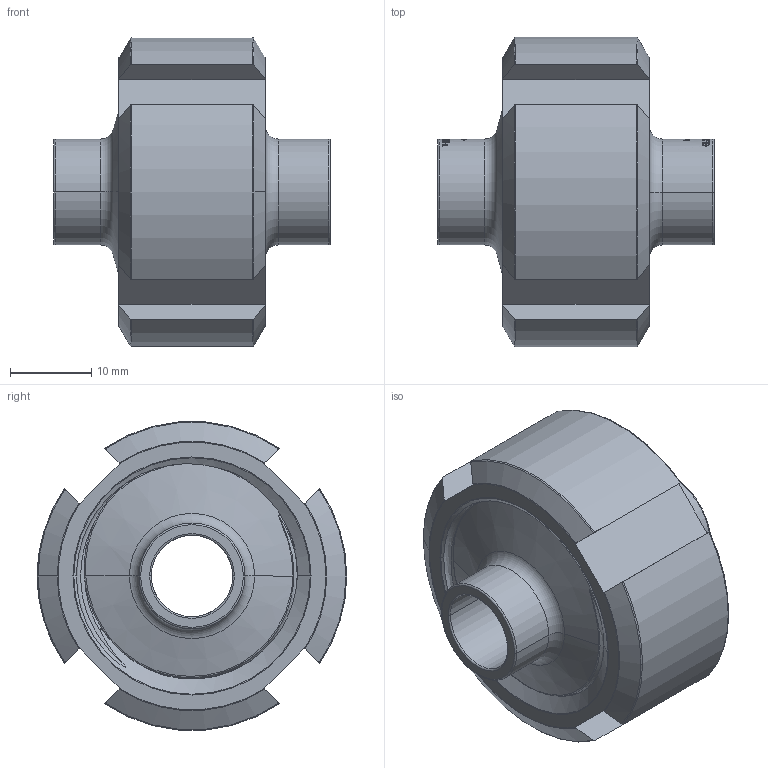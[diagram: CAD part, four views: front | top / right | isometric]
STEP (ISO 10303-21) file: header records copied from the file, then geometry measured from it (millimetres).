
FILE_DESCRIPTION (( 'STEP AP214' ), '1' );
FILE_NAME ('GL-212-010-x Verschraubung DIN11851 heco.STEP', '2017-08-25T09:31:38', ( '' ), ( '' ), 'SwSTEP 2.0', 'SolidWorks 2016', '' );
FILE_SCHEMA (( 'AUTOMOTIVE_DESIGN' ));
Length unit declared in the file: millimetre
Products named in the file (1): GL-212-010-x Verschraubung DIN11851 heco
Bounding box: 34 x 38 x 37.86 mm (x, y, z)
Volume: 17026.3 mm3; surface area: 12285.7 mm2
Topology: 4 solids, 4 shells, 685 faces, 1770 edges, 1158 vertices
Faces by surface type: bspline 272, plane 222, cylinder 86, torus 80, cone 25
Entity records: 47577 total; most frequent: CARTESIAN_POINT 25497, ORIENTED_EDGE 3540, DIRECTION 2079, EDGE_CURVE 1770, VERTEX_POINT 1158, B_SPLINE_CURVE_WITH_KNOTS 840, AXIS2_PLACEMENT_3D 769, EDGE_LOOP 758
